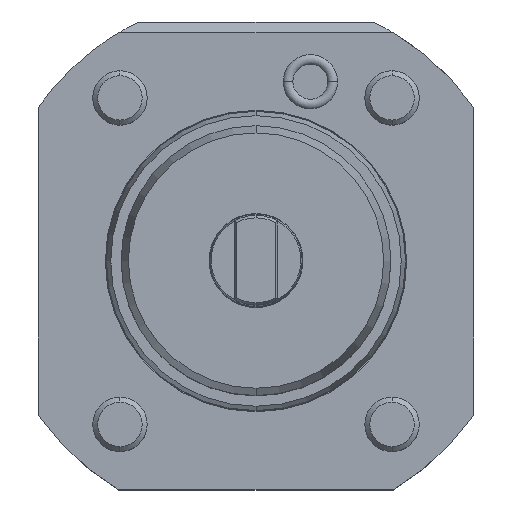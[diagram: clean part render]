
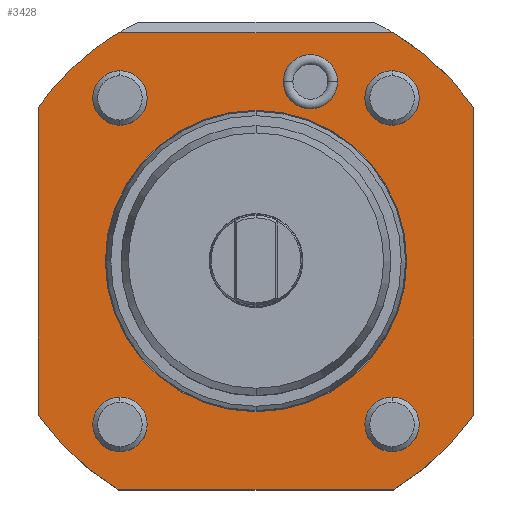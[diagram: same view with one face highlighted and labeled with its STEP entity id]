
A CAD part, top view. The second image highlights one B-rep face of the part: STEP entity #3428.
In plain terms, the highlighted planar face has unit normal (0, 0, 1).
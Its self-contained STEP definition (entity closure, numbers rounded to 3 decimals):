
#165=CARTESIAN_POINT('',(-40.,-28.302,0.));
#166=VERTEX_POINT('',#165);
#173=CARTESIAN_POINT('',(-40.,28.302,0.));
#174=VERTEX_POINT('',#173);
#175=CARTESIAN_POINT('',(-40.,-28.302,0.));
#176=DIRECTION('',(0.,1.,0.));
#177=VECTOR('',#176,56.604);
#178=LINE('',#175,#177);
#179=EDGE_CURVE('',#166,#174,#178,.T.);
#203=CARTESIAN_POINT('',(-25.239,-42.,0.));
#204=VERTEX_POINT('',#203);
#213=CARTESIAN_POINT('',(-0.,0.,0.));
#214=DIRECTION('',(-0.,0.,-1.));
#215=DIRECTION('',(0.816,0.578,-0.));
#216=AXIS2_PLACEMENT_3D('',#213,#214,#215);
#217=CIRCLE('',#216,49.);
#218=EDGE_CURVE('',#204,#166,#217,.T.);
#238=CARTESIAN_POINT('',(25.239,-42.,-0.));
#239=VERTEX_POINT('',#238);
#246=CARTESIAN_POINT('',(25.239,-42.,-0.));
#247=DIRECTION('',(-1.,0.,0.));
#248=VECTOR('',#247,50.478);
#249=LINE('',#246,#248);
#250=EDGE_CURVE('',#239,#204,#249,.T.);
#267=CARTESIAN_POINT('',(40.,-28.302,-0.));
#268=VERTEX_POINT('',#267);
#277=CARTESIAN_POINT('',(0.,0.,0.));
#278=DIRECTION('',(-0.,0.,-1.));
#279=DIRECTION('',(-0.515,0.857,0.));
#280=AXIS2_PLACEMENT_3D('',#277,#278,#279);
#281=CIRCLE('',#280,49.);
#282=EDGE_CURVE('',#268,#239,#281,.T.);
#663=CARTESIAN_POINT('',(-0.,27.5,0.));
#664=VERTEX_POINT('',#663);
#671=CARTESIAN_POINT('',(0.,-27.5,-0.));
#672=VERTEX_POINT('',#671);
#673=CARTESIAN_POINT('',(0.,0.,0.));
#674=DIRECTION('',(-0.,0.,-1.));
#675=DIRECTION('',(0.,1.,0.));
#676=AXIS2_PLACEMENT_3D('',#673,#674,#675);
#677=CIRCLE('',#676,27.5);
#678=EDGE_CURVE('',#672,#664,#677,.T.);
#2253=CARTESIAN_POINT('',(5.023,33.,0.));
#2254=VERTEX_POINT('',#2253);
#2273=CARTESIAN_POINT('',(14.977,33.,-0.));
#2274=VERTEX_POINT('',#2273);
#2282=CARTESIAN_POINT('',(10.,33.,-0.));
#2283=DIRECTION('',(-0.,0.,-1.));
#2284=DIRECTION('',(-1.,0.,0.));
#2285=AXIS2_PLACEMENT_3D('',#2282,#2283,#2284);
#2286=CIRCLE('',#2285,4.977);
#2287=EDGE_CURVE('',#2254,#2274,#2286,.T.);
#2315=CARTESIAN_POINT('',(25.,25.,-0.));
#2316=VERTEX_POINT('',#2315);
#2323=CARTESIAN_POINT('',(25.,35.,-0.));
#2324=VERTEX_POINT('',#2323);
#2325=CARTESIAN_POINT('',(25.,30.,-0.));
#2326=DIRECTION('',(-0.,0.,-1.));
#2327=DIRECTION('',(0.,-1.,-0.));
#2328=AXIS2_PLACEMENT_3D('',#2325,#2326,#2327);
#2329=CIRCLE('',#2328,5.);
#2330=EDGE_CURVE('',#2324,#2316,#2329,.T.);
#2465=CARTESIAN_POINT('',(-25.,25.,0.));
#2466=VERTEX_POINT('',#2465);
#2473=CARTESIAN_POINT('',(-25.,35.,0.));
#2474=VERTEX_POINT('',#2473);
#2475=CARTESIAN_POINT('',(-25.,30.,0.));
#2476=DIRECTION('',(-0.,0.,-1.));
#2477=DIRECTION('',(0.,-1.,-0.));
#2478=AXIS2_PLACEMENT_3D('',#2475,#2476,#2477);
#2479=CIRCLE('',#2478,5.);
#2480=EDGE_CURVE('',#2474,#2466,#2479,.T.);
#2615=CARTESIAN_POINT('',(25.,-35.,-0.));
#2616=VERTEX_POINT('',#2615);
#2623=CARTESIAN_POINT('',(25.,-25.,-0.));
#2624=VERTEX_POINT('',#2623);
#2625=CARTESIAN_POINT('',(25.,-30.,-0.));
#2626=DIRECTION('',(-0.,0.,-1.));
#2627=DIRECTION('',(0.,-1.,-0.));
#2628=AXIS2_PLACEMENT_3D('',#2625,#2626,#2627);
#2629=CIRCLE('',#2628,5.);
#2630=EDGE_CURVE('',#2624,#2616,#2629,.T.);
#2765=CARTESIAN_POINT('',(-25.,-35.,0.));
#2766=VERTEX_POINT('',#2765);
#2773=CARTESIAN_POINT('',(-25.,-25.,0.));
#2774=VERTEX_POINT('',#2773);
#2775=CARTESIAN_POINT('',(-25.,-30.,0.));
#2776=DIRECTION('',(-0.,0.,-1.));
#2777=DIRECTION('',(0.,-1.,-0.));
#2778=AXIS2_PLACEMENT_3D('',#2775,#2776,#2777);
#2779=CIRCLE('',#2778,5.);
#2780=EDGE_CURVE('',#2774,#2766,#2779,.T.);
#3316=CARTESIAN_POINT('',(0.,-0.,0.));
#3317=DIRECTION('',(0.,-0.,1.));
#3318=DIRECTION('',(-1.,0.,0.));
#3319=AXIS2_PLACEMENT_3D('',#3316,#3317,#3318);
#3320=PLANE('',#3319);
#3321=ORIENTED_EDGE('',*,*,#218,.F.);
#3322=ORIENTED_EDGE('',*,*,#250,.F.);
#3323=ORIENTED_EDGE('',*,*,#282,.F.);
#3324=CARTESIAN_POINT('',(40.,28.302,-0.));
#3325=VERTEX_POINT('',#3324);
#3326=CARTESIAN_POINT('',(40.,28.302,-0.));
#3327=DIRECTION('',(0.,-1.,-0.));
#3328=VECTOR('',#3327,56.604);
#3329=LINE('',#3326,#3328);
#3330=EDGE_CURVE('',#3325,#268,#3329,.T.);
#3331=ORIENTED_EDGE('',*,*,#3330,.F.);
#3332=CARTESIAN_POINT('',(25.239,42.,-0.));
#3333=VERTEX_POINT('',#3332);
#3334=CARTESIAN_POINT('',(-0.,0.,0.));
#3335=DIRECTION('',(-0.,0.,-1.));
#3336=DIRECTION('',(-0.816,-0.578,0.));
#3337=AXIS2_PLACEMENT_3D('',#3334,#3335,#3336);
#3338=CIRCLE('',#3337,49.);
#3339=EDGE_CURVE('',#3333,#3325,#3338,.T.);
#3340=ORIENTED_EDGE('',*,*,#3339,.F.);
#3341=CARTESIAN_POINT('',(-25.239,42.,0.));
#3342=VERTEX_POINT('',#3341);
#3343=CARTESIAN_POINT('',(-25.239,42.,0.));
#3344=DIRECTION('',(1.,0.,-0.));
#3345=VECTOR('',#3344,50.478);
#3346=LINE('',#3343,#3345);
#3347=EDGE_CURVE('',#3342,#3333,#3346,.T.);
#3348=ORIENTED_EDGE('',*,*,#3347,.F.);
#3349=CARTESIAN_POINT('',(-31.767,37.308,0.));
#3350=VERTEX_POINT('',#3349);
#3351=CARTESIAN_POINT('',(0.,-0.,0.));
#3352=DIRECTION('',(-0.,0.,-1.));
#3353=DIRECTION('',(0.515,-0.857,-0.));
#3354=AXIS2_PLACEMENT_3D('',#3351,#3352,#3353);
#3355=CIRCLE('',#3354,49.);
#3356=EDGE_CURVE('',#3350,#3342,#3355,.T.);
#3357=ORIENTED_EDGE('',*,*,#3356,.F.);
#3358=CARTESIAN_POINT('',(0.,-0.,0.));
#3359=DIRECTION('',(-0.,0.,-1.));
#3360=DIRECTION('',(0.515,-0.857,-0.));
#3361=AXIS2_PLACEMENT_3D('',#3358,#3359,#3360);
#3362=CIRCLE('',#3361,49.);
#3363=EDGE_CURVE('',#174,#3350,#3362,.T.);
#3364=ORIENTED_EDGE('',*,*,#3363,.F.);
#3365=ORIENTED_EDGE('',*,*,#179,.F.);
#3366=EDGE_LOOP('',(#3321,#3322,#3323,#3331,#3340,#3348,#3357,#3364,#3365));
#3367=FACE_BOUND('',#3366,.T.);
#3368=CARTESIAN_POINT('',(10.,33.,-0.));
#3369=DIRECTION('',(-0.,0.,-1.));
#3370=DIRECTION('',(-1.,0.,0.));
#3371=AXIS2_PLACEMENT_3D('',#3368,#3369,#3370);
#3372=CIRCLE('',#3371,4.977);
#3373=EDGE_CURVE('',#2274,#2254,#3372,.T.);
#3374=ORIENTED_EDGE('',*,*,#3373,.T.);
#3375=ORIENTED_EDGE('',*,*,#2287,.T.);
#3376=EDGE_LOOP('',(#3374,#3375));
#3377=FACE_BOUND('',#3376,.T.);
#3378=ORIENTED_EDGE('',*,*,#2330,.T.);
#3379=CARTESIAN_POINT('',(25.,30.,-0.));
#3380=DIRECTION('',(-0.,0.,-1.));
#3381=DIRECTION('',(0.,-1.,-0.));
#3382=AXIS2_PLACEMENT_3D('',#3379,#3380,#3381);
#3383=CIRCLE('',#3382,5.);
#3384=EDGE_CURVE('',#2316,#2324,#3383,.T.);
#3385=ORIENTED_EDGE('',*,*,#3384,.T.);
#3386=EDGE_LOOP('',(#3378,#3385));
#3387=FACE_BOUND('',#3386,.T.);
#3388=ORIENTED_EDGE('',*,*,#2480,.T.);
#3389=CARTESIAN_POINT('',(-25.,30.,0.));
#3390=DIRECTION('',(-0.,0.,-1.));
#3391=DIRECTION('',(0.,-1.,-0.));
#3392=AXIS2_PLACEMENT_3D('',#3389,#3390,#3391);
#3393=CIRCLE('',#3392,5.);
#3394=EDGE_CURVE('',#2466,#2474,#3393,.T.);
#3395=ORIENTED_EDGE('',*,*,#3394,.T.);
#3396=EDGE_LOOP('',(#3388,#3395));
#3397=FACE_BOUND('',#3396,.T.);
#3398=ORIENTED_EDGE('',*,*,#2630,.T.);
#3399=CARTESIAN_POINT('',(25.,-30.,-0.));
#3400=DIRECTION('',(-0.,0.,-1.));
#3401=DIRECTION('',(0.,-1.,-0.));
#3402=AXIS2_PLACEMENT_3D('',#3399,#3400,#3401);
#3403=CIRCLE('',#3402,5.);
#3404=EDGE_CURVE('',#2616,#2624,#3403,.T.);
#3405=ORIENTED_EDGE('',*,*,#3404,.T.);
#3406=EDGE_LOOP('',(#3398,#3405));
#3407=FACE_BOUND('',#3406,.T.);
#3408=ORIENTED_EDGE('',*,*,#2780,.T.);
#3409=CARTESIAN_POINT('',(-25.,-30.,0.));
#3410=DIRECTION('',(-0.,0.,-1.));
#3411=DIRECTION('',(0.,-1.,-0.));
#3412=AXIS2_PLACEMENT_3D('',#3409,#3410,#3411);
#3413=CIRCLE('',#3412,5.);
#3414=EDGE_CURVE('',#2766,#2774,#3413,.T.);
#3415=ORIENTED_EDGE('',*,*,#3414,.T.);
#3416=EDGE_LOOP('',(#3408,#3415));
#3417=FACE_BOUND('',#3416,.T.);
#3418=ORIENTED_EDGE('',*,*,#678,.T.);
#3419=CARTESIAN_POINT('',(0.,0.,0.));
#3420=DIRECTION('',(-0.,0.,-1.));
#3421=DIRECTION('',(0.,1.,0.));
#3422=AXIS2_PLACEMENT_3D('',#3419,#3420,#3421);
#3423=CIRCLE('',#3422,27.5);
#3424=EDGE_CURVE('',#664,#672,#3423,.T.);
#3425=ORIENTED_EDGE('',*,*,#3424,.T.);
#3426=EDGE_LOOP('',(#3418,#3425));
#3427=FACE_BOUND('',#3426,.T.);
#3428=ADVANCED_FACE('',(#3367,#3377,#3387,#3397,#3407,#3417,#3427),#3320,.T.);
